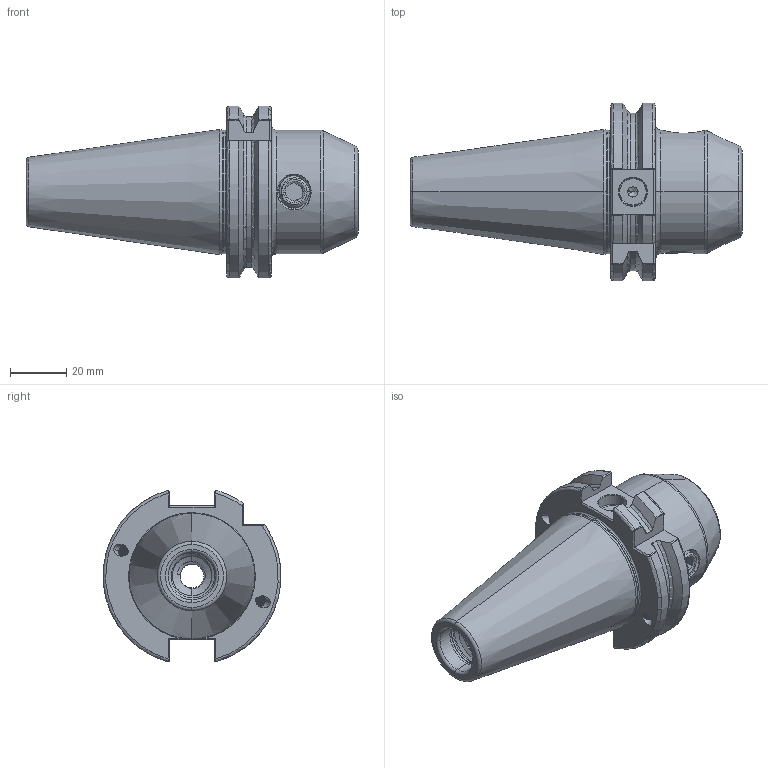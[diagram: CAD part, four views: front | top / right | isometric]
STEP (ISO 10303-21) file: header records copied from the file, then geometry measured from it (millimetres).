
FILE_DESCRIPTION (( 'STEP AP203' ), '1' );
FILE_NAME ('403.05.14.STEP', '2016-11-25T08:42:12', ( '' ), ( '' ), 'SwSTEP 2.0', 'SolidWorks 2012', '' );
FILE_SCHEMA (( 'CONFIG_CONTROL_DESIGN' ));
Length unit declared in the file: millimetre
Products named in the file (3): 側固12_M12x1.75_16L; 403.05.14
Assembly tree (2 placements, depth 2):
  403.05.14
    403.05.14
    側固12_M12x1.75_16L
Bounding box: 118.4 x 63.34 x 61.24 mm (x, y, z)
Volume: 136230.4 mm3; surface area: 29566.3 mm2
Topology: 2 solids, 2 shells, 351 faces, 962 edges, 607 vertices
Faces by surface type: cylinder 173, plane 58, cone 49, bspline 35, torus 34, sphere 2
Entity records: 28188 total; most frequent: CARTESIAN_POINT 20260, ORIENTED_EDGE 1892, DIRECTION 1270, EDGE_CURVE 946, VERTEX_POINT 607, AXIS2_PLACEMENT_3D 489, EDGE_LOOP 371, ADVANCED_FACE 351
